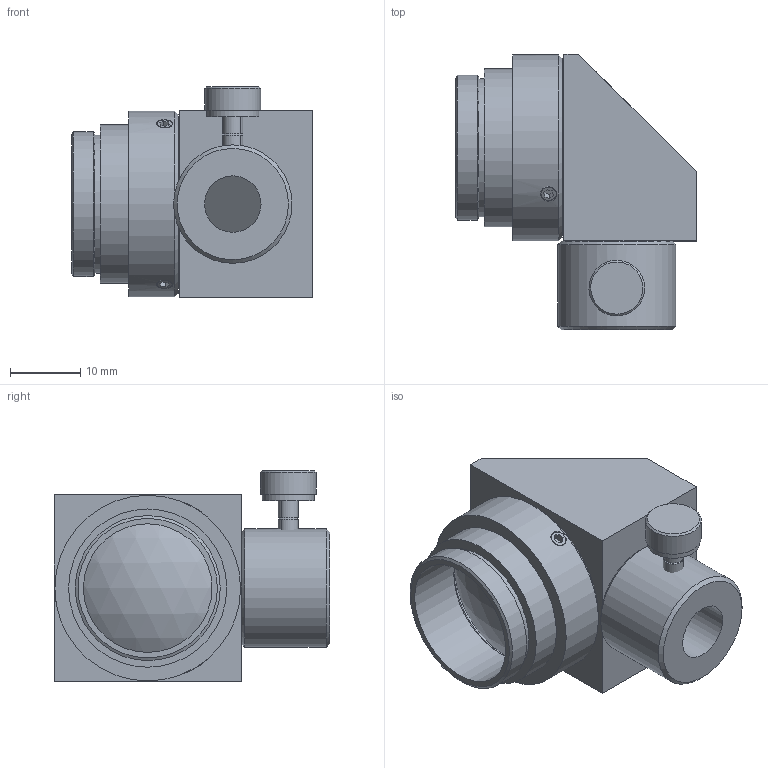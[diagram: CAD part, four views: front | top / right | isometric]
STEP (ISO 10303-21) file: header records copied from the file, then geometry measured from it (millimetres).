
FILE_DESCRIPTION((''),'2;1');
FILE_NAME('50602_0.stp','2010-01-07T07:35:14',('PODLENA'),(''),'Autodesk Inventor 2010','Autodesk Inventor 2010','');
FILE_SCHEMA(('AUTOMOTIVE_DESIGN { 1 0 10303 214 1 1 1 1 }'));
Length unit declared in the file: inch
Products named in the file (12): Assembly1 (LevelofDetail1); 50602.iam (~1); 50601; 60243; 60267; 60268; 7108; 60264; 7275; 7276-R; 60433; 7104
Assembly tree (14 placements, depth 4):
  Assembly1 (LevelofDetail1)
    50602.iam (~1)
      50601
      60243
      60267
      60268
      7108  x4
      60264
      7275
        7276-R
        60433
        7104
Bounding box: 34.22 x 39.17 x 30.01 mm (x, y, z)
Volume: 12600.3 mm3; surface area: 10378.4 mm2
Topology: 12 solids, 12 shells, 145 faces, 309 edges, 199 vertices
Faces by surface type: plane 71, cylinder 31, cone 21, bspline 17, sphere 5
Full cylindrical faces by diameter (mm): 1.575 x1, 2.845 x5, 4.191 x1, 7.417 x1, 7.925 x1, 8.026 x1, 9.677 x1, 11.938 x1, 16.84 x1, 18.288 x1, 19.05 x1, 19.609 x1, 20.5 x1, 20.625 x1, 20.93 x1, 21.387 x1, 21.438 x1, 22.504 x1, 26.416 x1
Entity records: 3684 total; most frequent: CARTESIAN_POINT 1133, DIRECTION 486, ORIENTED_EDGE 358, AXIS2_PLACEMENT_3D 212, EDGE_LOOP 187, EDGE_CURVE 179, VERTEX_POINT 142, FACE_OUTER_BOUND 112
